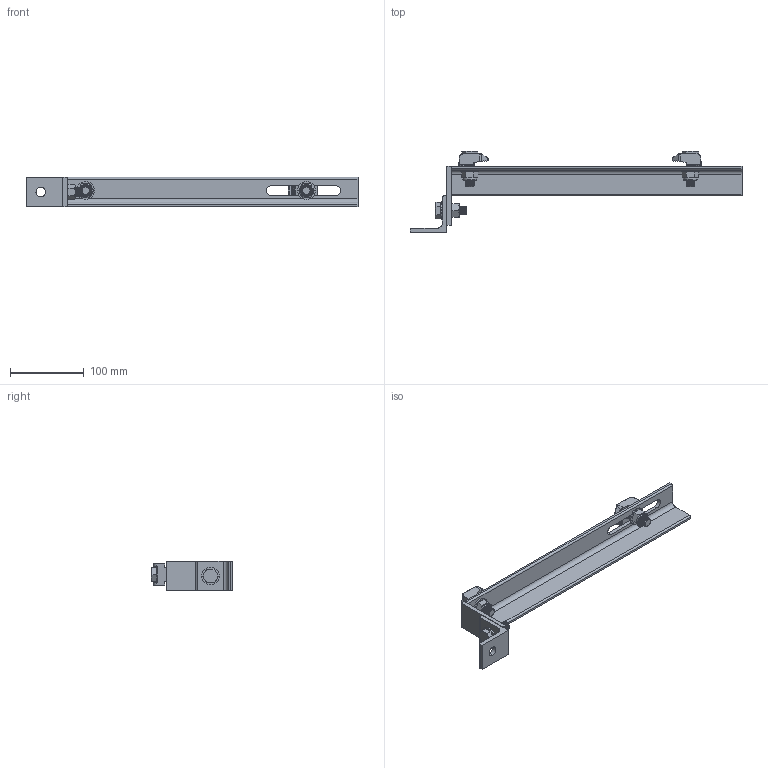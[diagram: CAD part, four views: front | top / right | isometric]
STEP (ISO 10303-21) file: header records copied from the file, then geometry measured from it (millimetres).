
FILE_DESCRIPTION (( 'STEP AP203' ), '1' );
FILE_NAME ('T29806.STEP', '2018-07-19T14:00:25', ( '' ), ( '' ), 'SwSTEP 2.0', 'SolidWorks 2016', '' );
FILE_SCHEMA (( 'CONFIG_CONTROL_DESIGN' ));
Length unit declared in the file: millimetre
Products named in the file (11): T29806; TH1500; TH1501_TH1503; TH1499; Hex Bolt_ISO 4016 - M12 x 35 x 35-WS; T29710; SW3dPS-nyloc nut, st stl a2 iso_M12 NYLOC; B Washer_Bright washer BS 4320 - M12 (Form B); Hex Bolt_ISO 4016 - M12 x 40 x 40-WS; TH1504_TH1506; hex nut style 1 gradeab_doughty fastners - self colour_Hexagon Nut ISO - 4032 - M12 - D - C
Assembly tree (15 placements, depth 3):
  T29806
    TH1504_TH1506
      TH1501_TH1503
      TH1499
      hex nut style 1 gradeab_doughty fastners - self colour_Hexagon Nut ISO - 4032 - M12 - D - C
    TH1500
    Hex Bolt_ISO 4016 - M12 x 35 x 35-WS
    B Washer_Bright washer BS 4320 - M12 (Form B)  x3
    T29710  x2
    Hex Bolt_ISO 4016 - M12 x 40 x 40-WS  x2
    SW3dPS-nyloc nut, st stl a2 iso_M12 NYLOC  x2
Bounding box: 451 x 110.45 x 40 mm (x, y, z)
Volume: 229118.8 mm3; surface area: 102210.9 mm2
Topology: 14 solids, 14 shells, 852 faces, 2131 edges, 1306 vertices
Faces by surface type: cone 316, cylinder 279, plane 175, bspline 44, torus 34, sphere 4
Entity records: 17883 total; most frequent: CARTESIAN_POINT 3823, DIRECTION 2874, ORIENTED_EDGE 2640, EDGE_CURVE 1320, AXIS2_PLACEMENT_3D 1167, VERTEX_POINT 812, CIRCLE 642, EDGE_LOOP 548
